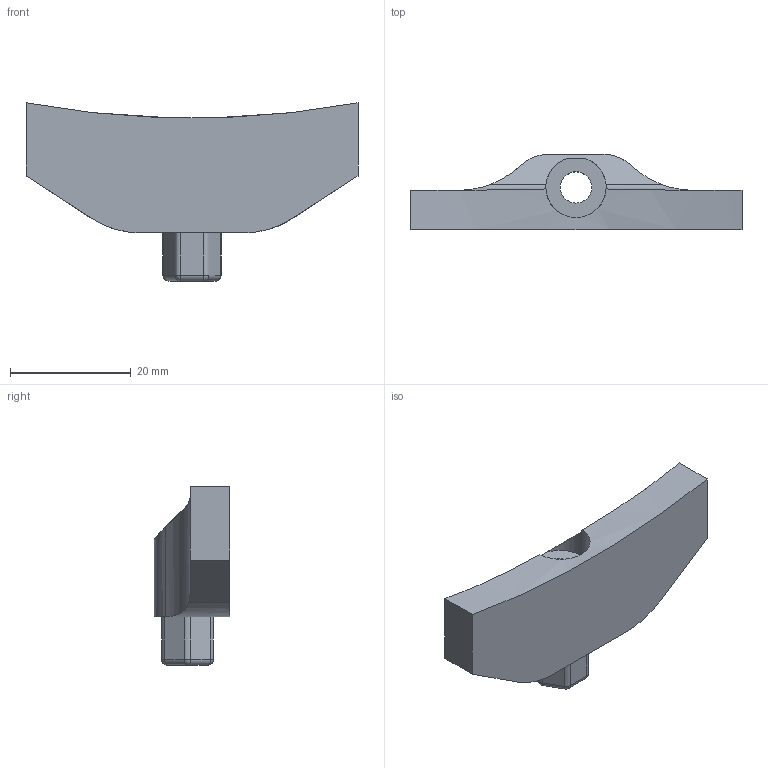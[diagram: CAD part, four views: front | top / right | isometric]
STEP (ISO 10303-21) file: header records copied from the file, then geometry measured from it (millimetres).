
FILE_DESCRIPTION (( 'STEP AP203' ), '1' );
FILE_NAME ('T.STEP', '2018-06-11T02:11:28', ( '' ), ( '' ), 'SwSTEP 2.0', 'SolidWorks 2016', '' );
FILE_SCHEMA (( 'CONFIG_CONTROL_DESIGN' ));
Length unit declared in the file: millimetre
Products named in the file (1): T
Bounding box: 55 x 12.5 x 29.54 mm (x, y, z)
Volume: 7917.9 mm3; surface area: 3776.5 mm2
Topology: 1 solids, 1 shells, 61 faces, 158 edges, 96 vertices
Faces by surface type: cylinder 30, plane 24, sphere 7
Entity records: 1973 total; most frequent: CARTESIAN_POINT 439, ORIENTED_EDGE 308, DIRECTION 304, EDGE_CURVE 154, AXIS2_PLACEMENT_3D 109, VERTEX_POINT 96, VECTOR 86, LINE 86
